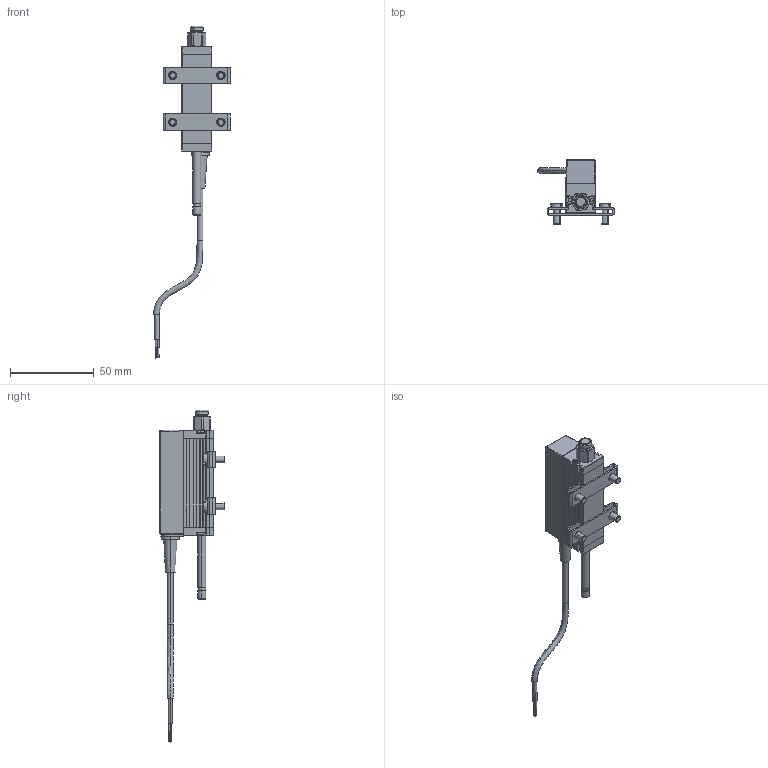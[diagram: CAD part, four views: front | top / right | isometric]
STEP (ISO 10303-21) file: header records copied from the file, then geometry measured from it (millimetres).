
FILE_DESCRIPTION (( 'STEP AP214' ), '1' );
FILE_NAME ('TE1-0025-101-411-202_eingefahren.STEP', '2014-02-25T08:52:44', ( 'dummy' ), ( 'Hewlett-Packard Company' ), 'SwSTEP 2.0', 'SolidWorks 2013', '' );
FILE_SCHEMA (( 'AUTOMOTIVE_DESIGN' ));
Length unit declared in the file: millimetre
Products named in the file (1): TE1-0025-101-411-202_eingefahren
Bounding box: 45.9 x 38.85 x 198.31 mm (x, y, z)
Surface area: 16576.2 mm2 (no closed solid volume)
Topology: 0 solids, 33 shells, 512 faces, 1723 edges, 1199 vertices
Faces by surface type: plane 235, cylinder 188, cone 46, torus 25, sphere 13, bspline 5
Entity records: 24545 total; most frequent: CARTESIAN_POINT 4009, DIRECTION 3357, ORIENTED_EDGE 2597, EDGE_CURVE 1714, AXIS2_PLACEMENT_3D 1207, VERTEX_POINT 1199, LINE 943, VECTOR 943
